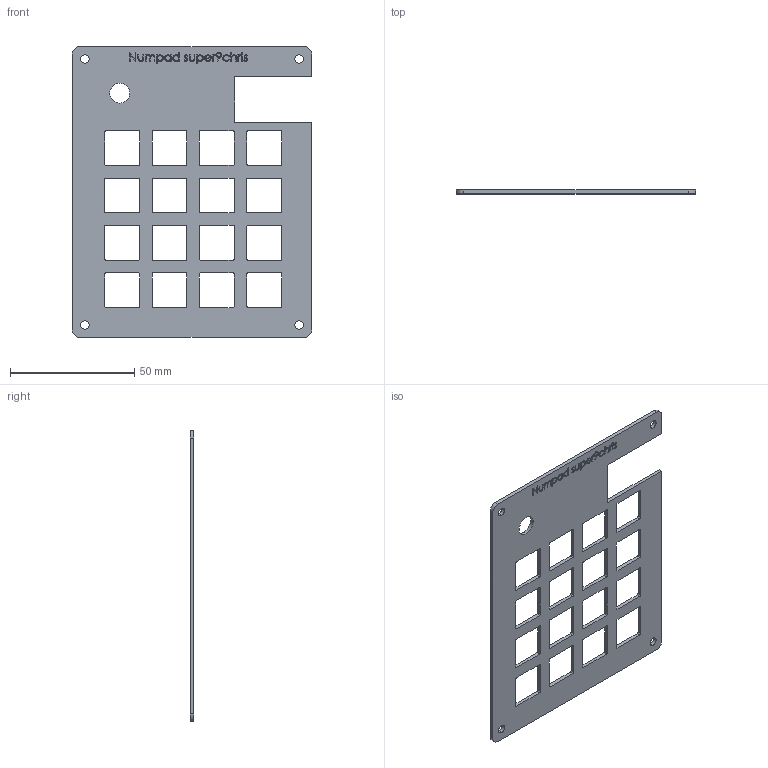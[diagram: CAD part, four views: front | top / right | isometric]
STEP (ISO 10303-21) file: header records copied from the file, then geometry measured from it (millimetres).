
FILE_DESCRIPTION (( 'STEP AP203' ), '1' );
FILE_NAME ('holder top.STEP', '2025-12-17T14:26:58', ( '' ), ( '' ), 'SwSTEP 2.0', 'SolidWorks 2025', '' );
FILE_SCHEMA (( 'CONFIG_CONTROL_DESIGN' ));
Length unit declared in the file: millimetre
Products named in the file (1): holder top
Bounding box: 96.2 x 1.5 x 117.03 mm (x, y, z)
Volume: 11179.3 mm3; surface area: 17115.4 mm2
Topology: 1 solids, 1 shells, 398 faces, 1116 edges, 744 vertices
Faces by surface type: plane 187, bspline 133, cylinder 78
Entity records: 18923 total; most frequent: CARTESIAN_POINT 9256, ORIENTED_EDGE 2232, DIRECTION 1538, EDGE_CURVE 1116, VERTEX_POINT 744, LINE 694, VECTOR 694, EDGE_LOOP 464
